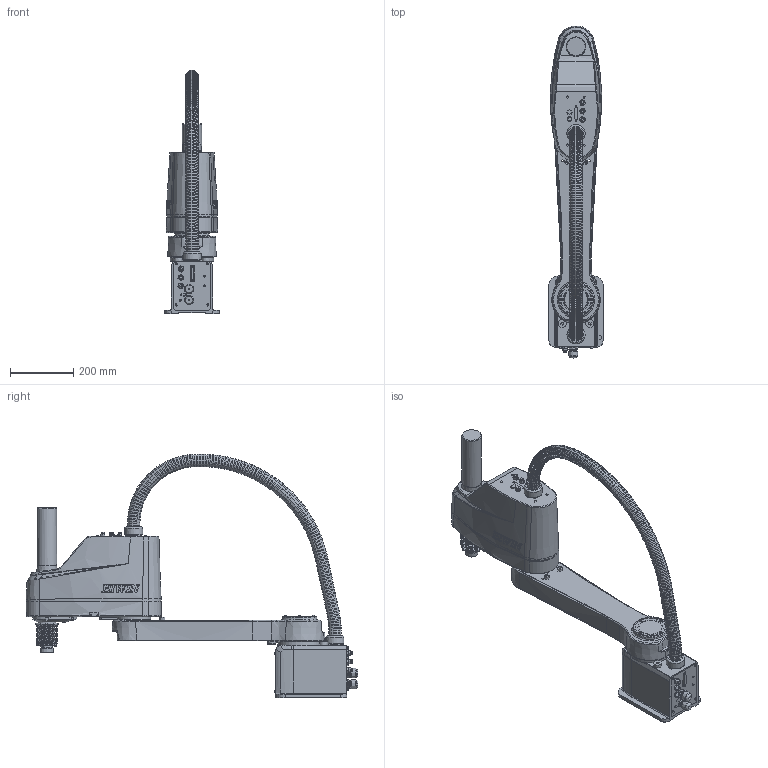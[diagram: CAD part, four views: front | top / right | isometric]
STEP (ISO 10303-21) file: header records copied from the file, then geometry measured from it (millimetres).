
FILE_DESCRIPTION(/* description */ (''),/* implementation_level */ '2;1');
FILE_NAME(/* name */ 'RS410-800-20P-LU.stp',/* time_stamp */ '2020-08-03T14:01:08+08:00',/* author */ ('jack_chao'),/* organization */ (''),/* preprocessor_version */ 'ST-DEVELOPER v18.1',/* originating_system */ 'Autodesk Inventor 2020',/* authorisation */ '');
FILE_SCHEMA (('AUTOMOTIVE_DESIGN { 1 0 10303 214 3 1 1 }'));
Products named in the file (7): RS410-800-20P-LU; RS410-1; A; B-800; pipe-800; A-1; P-1
Assembly tree (6 placements, depth 2):
  RS410-800-20P-LU
    RS410-1
    A
    B-800
    pipe-800
    A-1
    P-1
Bounding box: 172 x 1050.56 x 771.12 mm (x, y, z)
Volume: 23448144.3 mm3; surface area: 1756342.7 mm2
Topology: 108 solids, 108 shells, 3731 faces, 9131 edges, 6050 vertices
Faces by surface type: plane 1713, cylinder 1003, cone 421, bspline 383, torus 203, sphere 8
Full cylindrical faces by diameter (mm): 1.8 x2, 2.459 x3, 2.6 x4, 3 x16, 3.242 x8, 3.3 x10, 3.4 x11, 3.5 x6, 4 x33, 4.2 x4, 4.5 x8, 5 x1, 5.4 x16, 5.5 x20, 5.7 x3, 6 x5, 7 x61, 8.376 x6, 9 x8, 10 x8, 10.4 x1, 10.8 x1, 11 x8, 11.5 x12, 12 x16, 14 x7, 14.55 x2, 15 x1, 15.8 x1, 16 x4
Entity records: 201989 total; most frequent: CARTESIAN_POINT 111106, ORIENTED_EDGE 18134, DIRECTION 18078, EDGE_CURVE 9067, AXIS2_PLACEMENT_3D 7226, VERTEX_POINT 6050, EDGE_LOOP 4359, FACE_OUTER_BOUND 3731
